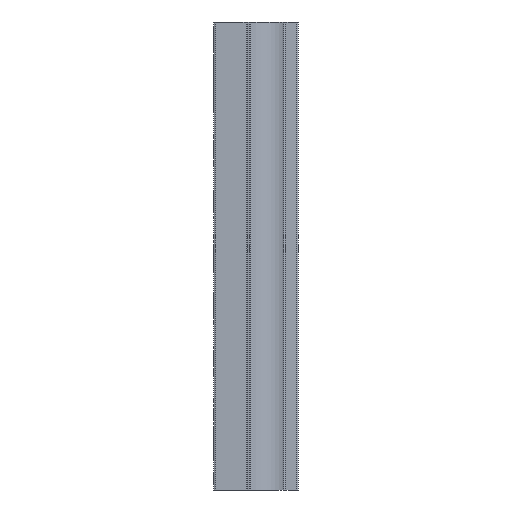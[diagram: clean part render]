
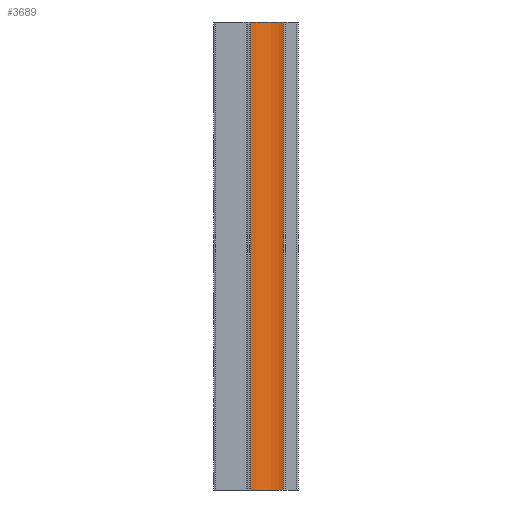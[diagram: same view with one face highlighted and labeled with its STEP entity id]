
A CAD part, left-side view. The second image highlights one B-rep face of the part: STEP entity #3689.
In plain terms, the highlighted cylindrical face has radius 7.1 mm (diameter 14.2 mm), a partial arc.
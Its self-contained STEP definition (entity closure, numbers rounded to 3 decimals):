
#165=CYLINDRICAL_SURFACE('',#4031,7.1);
#335=CIRCLE('',#4032,7.1);
#336=CIRCLE('',#4033,7.1);
#733=ORIENTED_EDGE('',*,*,#1675,.T.);
#734=ORIENTED_EDGE('',*,*,#1676,.F.);
#735=ORIENTED_EDGE('',*,*,#1677,.F.);
#736=ORIENTED_EDGE('',*,*,#1673,.T.);
#1673=EDGE_CURVE('',#2125,#2124,#2410,.T.);
#1675=EDGE_CURVE('',#2124,#2126,#335,.T.);
#1676=EDGE_CURVE('',#2127,#2126,#2411,.T.);
#1677=EDGE_CURVE('',#2125,#2127,#336,.T.);
#2124=VERTEX_POINT('',#6296);
#2125=VERTEX_POINT('',#6298);
#2126=VERTEX_POINT('',#6302);
#2127=VERTEX_POINT('',#6304);
#2410=LINE('',#6297,#2665);
#2411=LINE('',#6303,#2666);
#2665=VECTOR('',#4718,1000.);
#2666=VECTOR('',#4725,1000.);
#2902=EDGE_LOOP('',(#733,#734,#735,#736));
#3271=FACE_BOUND('',#2902,.T.);
#3689=ADVANCED_FACE('',(#3271),#165,.T.);
#4031=AXIS2_PLACEMENT_3D('',#6300,#4721,#4722);
#4032=AXIS2_PLACEMENT_3D('',#6301,#4723,#4724);
#4033=AXIS2_PLACEMENT_3D('',#6305,#4726,#4727);
#4718=DIRECTION('',(0.,0.,-1.));
#4721=DIRECTION('',(0.,0.,-1.));
#4722=DIRECTION('',(-1.,0.,0.));
#4723=DIRECTION('',(0.,0.,1.));
#4724=DIRECTION('',(1.,0.,0.));
#4725=DIRECTION('',(0.,0.,-1.));
#4726=DIRECTION('',(0.,0.,1.));
#4727=DIRECTION('',(1.,0.,0.));
#6296=CARTESIAN_POINT('',(18.368,2.95,0.));
#6297=CARTESIAN_POINT('',(18.368,2.95,93.));
#6298=CARTESIAN_POINT('',(18.368,2.95,93.));
#6300=CARTESIAN_POINT('',(16.5,9.8,93.));
#6301=CARTESIAN_POINT('',(16.5,9.8,0.));
#6302=CARTESIAN_POINT('',(23.594,9.516,0.));
#6303=CARTESIAN_POINT('',(23.594,9.516,93.));
#6304=CARTESIAN_POINT('',(23.594,9.516,93.));
#6305=CARTESIAN_POINT('',(16.5,9.8,93.));
